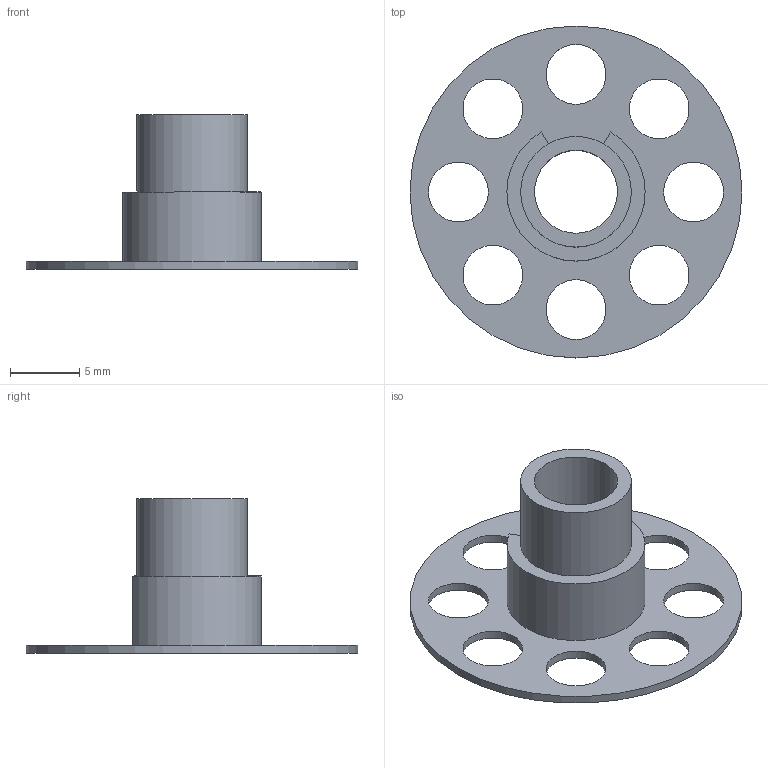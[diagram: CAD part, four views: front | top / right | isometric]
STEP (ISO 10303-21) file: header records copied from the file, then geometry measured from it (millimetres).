
FILE_DESCRIPTION(/* description */ (''),/* implementation_level */ '2;1');
FILE_NAME(/* name */ 'MiniKabelrolle_2',/* time_stamp */ '2024-11-16T16:23:41+01:00',/* author */ (''),/* organization */ (''),/* preprocessor_version */ 'ST-DEVELOPER v19.2',/* originating_system */ 'Rhino 8.13',/* authorisation */ '');
FILE_SCHEMA (('CONFIG_CONTROL_DESIGN'));
Length unit declared in the file: millimetre
Products named in the file (1): Document
Bounding box: 24 x 24 x 11.2 mm (x, y, z)
Volume: 534.8 mm3; surface area: 1237.2 mm2
Topology: 1 solids, 1 shells, 19 faces, 48 edges, 32 vertices
Faces by surface type: cylinder 13, plane 6
Full cylindrical faces by diameter (mm): 4.326 x8, 6 x1, 8 x1, 24 x1
Entity records: 682 total; most frequent: CARTESIAN_POINT 135, ORIENTED_EDGE 96, DIRECTION 79, AXIS2_PLACEMENT_3D 49, EDGE_CURVE 48, EDGE_LOOP 38, VERTEX_POINT 32, CIRCLE 28
